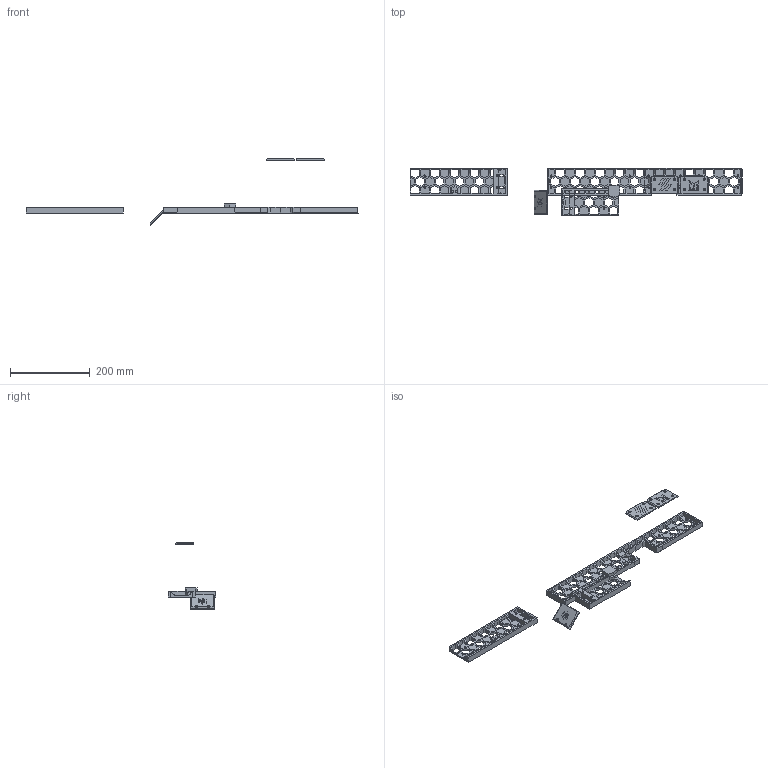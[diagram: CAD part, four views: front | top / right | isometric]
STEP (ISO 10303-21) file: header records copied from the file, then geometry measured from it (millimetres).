
FILE_DESCRIPTION(/* description */ (''),/* implementation_level */ '2;1');
FILE_NAME(/* name */ 'MotorCover_DWLOGO.step',/* time_stamp */ '2021-11-09T21:40:47+01:00',/* author */ (''),/* organization */ (''),/* preprocessor_version */ 'ST-DEVELOPER v18.1',/* originating_system */ 'Autodesk Translation Framework v10.10.0.1391',/* authorisation */ '');
FILE_SCHEMA (('AUTOMOTIVE_DESIGN { 1 0 10303 214 3 1 1 }'));
Length unit declared in the file: millimetre
Products named in the file (1): SwitchWireSkirts
Bounding box: 835 x 120 x 166.94 mm (x, y, z)
Volume: 348345.1 mm3; surface area: 187570.6 mm2
Topology: 9 solids, 9 shells, 1095 faces, 3078 edges, 2003 vertices
Faces by surface type: plane 1008, cylinder 87
Full cylindrical faces by diameter (mm): 3.6 x26, 4.7 x4, 6 x16
Entity records: 34876 total; most frequent: CARTESIAN_POINT 6174, ORIENTED_EDGE 6152, DIRECTION 5457, EDGE_CURVE 3076, LINE 2887, VECTOR 2887, VERTEX_POINT 2002, AXIS2_PLACEMENT_3D 1285
